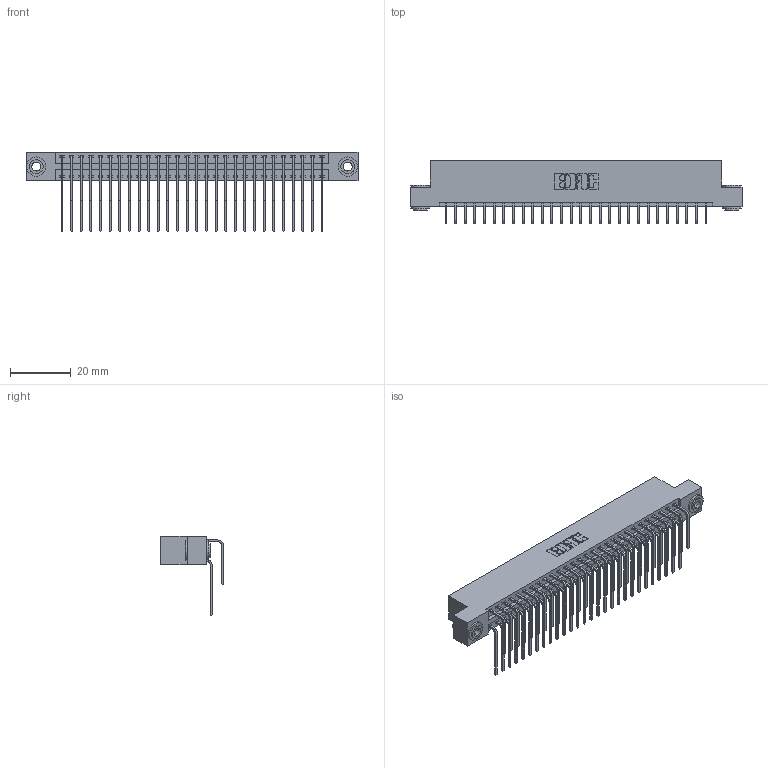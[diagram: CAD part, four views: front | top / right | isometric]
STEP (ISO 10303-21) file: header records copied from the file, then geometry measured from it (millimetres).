
FILE_DESCRIPTION (( 'STEP AP203' ), '1' );
FILE_NAME ('346-056-559-203.STEP', '2018-08-28T03:18:58', ( '' ), ( '' ), 'SwSTEP 2.0', 'SolidWorks 2016', '' );
FILE_SCHEMA (( 'CONFIG_CONTROL_DESIGN' ));
Length unit declared in the file: inch
Products named in the file (5): 346-056-559-203; 346 Part_Flush Mounting Lugs - 0.156 Dia-TH; 345-292-001_558 559 Tail - 1; 345-292-001_559 Tail - 2; 345-250-002_345-250-002-102
Assembly tree (59 placements, depth 2):
  346-056-559-203
    346 Part_Flush Mounting Lugs - 0.156 Dia-TH
    345-292-001_558 559 Tail - 1  x28
    345-292-001_559 Tail - 2  x28
    345-250-002_345-250-002-102  x2
Bounding box: 109.47 x 20.89 x 26.16 mm (x, y, z)
Volume: 10908.8 mm3; surface area: 16538.8 mm2
Topology: 59 solids, 59 shells, 3184 faces, 9421 edges, 6202 vertices
Faces by surface type: plane 2158, cylinder 1018, cone 8
Entity records: 22592 total; most frequent: CARTESIAN_POINT 3770, ORIENTED_EDGE 3646, DIRECTION 3377, EDGE_CURVE 1823, LINE 1515, VECTOR 1515, VERTEX_POINT 1210, AXIS2_PLACEMENT_3D 931
